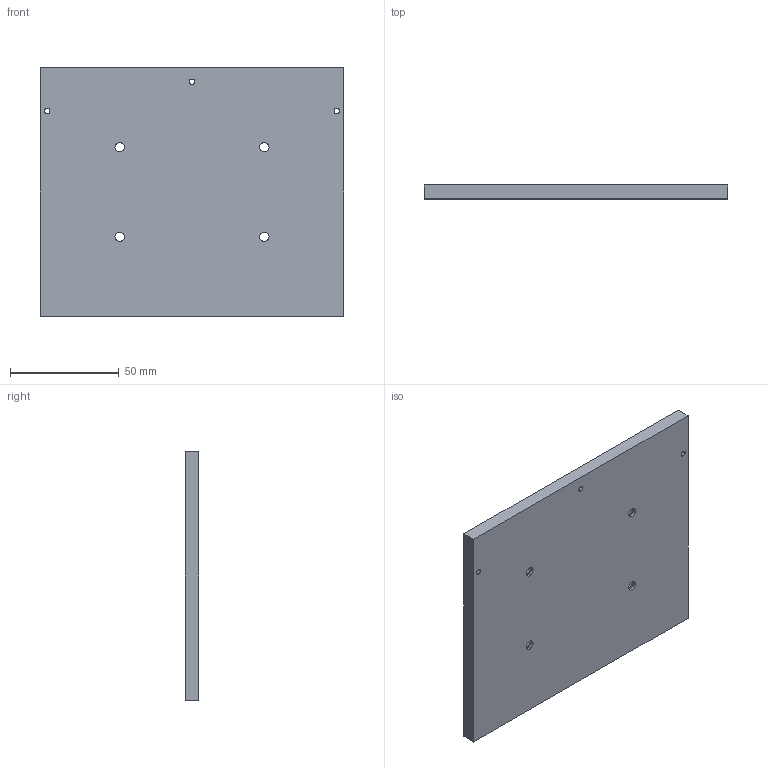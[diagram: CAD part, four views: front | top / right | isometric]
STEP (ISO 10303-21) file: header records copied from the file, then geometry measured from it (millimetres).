
FILE_DESCRIPTION (( 'STEP AP203' ), '1' );
FILE_NAME ('Y-Sacrificial-V2.STEP', '2015-07-09T17:38:51', ( '' ), ( '' ), 'SwSTEP 2.0', 'SolidWorks 2015', '' );
FILE_SCHEMA (( 'CONFIG_CONTROL_DESIGN' ));
Length unit declared in the file: inch
Products named in the file (1): Y-Sacrificial-V2
Bounding box: 139.7 x 6.35 x 114.3 mm (x, y, z)
Volume: 100097.1 mm3; surface area: 35627.9 mm2
Topology: 1 solids, 1 shells, 36 faces, 86 edges, 52 vertices
Faces by surface type: cylinder 22, cone 8, plane 6
Entity records: 1153 total; most frequent: DIRECTION 204, CARTESIAN_POINT 175, ORIENTED_EDGE 172, EDGE_CURVE 86, AXIS2_PLACEMENT_3D 81, VERTEX_POINT 52, EDGE_LOOP 50, CIRCLE 44
